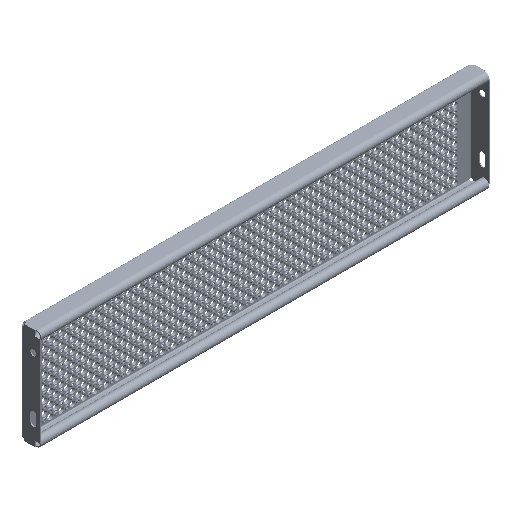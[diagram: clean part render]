
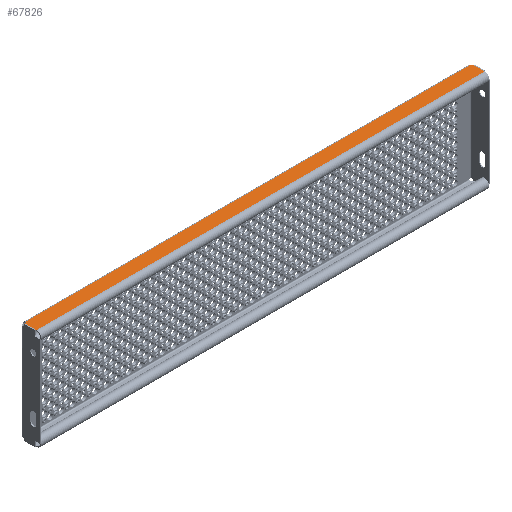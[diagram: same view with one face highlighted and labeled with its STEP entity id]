
A CAD part, isometric view. The second image highlights one B-rep face of the part: STEP entity #67826.
In plain terms, the highlighted planar face has unit normal (0, 0, 1).
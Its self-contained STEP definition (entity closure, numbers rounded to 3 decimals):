
#61106 = VERTEX_POINT ( 'NONE', #119347 ) ;
#61108 = VERTEX_POINT ( 'NONE', #119349 ) ;
#61116 = VERTEX_POINT ( 'NONE', #119353 ) ;
#61117 = VERTEX_POINT ( 'NONE', #119354 ) ;
#61127 = VERTEX_POINT ( 'NONE', #119360 ) ;
#61132 = VERTEX_POINT ( 'NONE', #119364 ) ;
#67826 = ADVANCED_FACE ( 'NONE', ( #134013 ), #126676, .T. ) ;
#100227 = EDGE_LOOP ( 'NONE', ( #108308, #108312, #108305, #108310, #108313, #108316 ) ) ;
#106634 = EDGE_CURVE ( 'NONE', #61108, #61106, #199321, .T. ) ;
#106647 = EDGE_CURVE ( 'NONE', #61116, #61117, #199327, .T. ) ;
#106651 = EDGE_CURVE ( 'NONE', #61127, #61132, #199335, .T. ) ;
#106655 = EDGE_CURVE ( 'NONE', #61132, #61117, #196513, .T. ) ;
#106656 = EDGE_CURVE ( 'NONE', #61106, #61127, #199339, .T. ) ;
#106657 = EDGE_CURVE ( 'NONE', #61116, #61108, #196509, .T. ) ;
#108305 = ORIENTED_EDGE ( 'NONE', *, *, #106655, .T. ) ;
#108308 = ORIENTED_EDGE ( 'NONE', *, *, #106656, .T. ) ;
#108310 = ORIENTED_EDGE ( 'NONE', *, *, #106647, .F. ) ;
#108312 = ORIENTED_EDGE ( 'NONE', *, *, #106651, .T. ) ;
#108313 = ORIENTED_EDGE ( 'NONE', *, *, #106657, .T. ) ;
#108316 = ORIENTED_EDGE ( 'NONE', *, *, #106634, .T. ) ;
#119347 = CARTESIAN_POINT ( 'NONE',  ( -497.99, -32.498, 112.5 ) ) ;
#119349 = CARTESIAN_POINT ( 'NONE',  ( -497.99, -7.185, 112.5 ) ) ;
#119353 = CARTESIAN_POINT ( 'NONE',  ( -494.302, -4., 112.5 ) ) ;
#119354 = CARTESIAN_POINT ( 'NONE',  ( 494.302, -4., 112.5 ) ) ;
#119360 = CARTESIAN_POINT ( 'NONE',  ( 497.99, -32.498, 112.5 ) ) ;
#119364 = CARTESIAN_POINT ( 'NONE',  ( 497.99, -7.185, 112.5 ) ) ;
#126676 = PLANE ( 'NONE',  #128174 ) ;
#126678 = CARTESIAN_POINT ( 'NONE',  ( -499., 220.712, 112.5 ) ) ;
#126680 = DIRECTION ( 'NONE',  ( 0., 0., 1. ) ) ;
#126682 = DIRECTION ( 'NONE',  ( 0., -1., 0. ) ) ;
#128174 = AXIS2_PLACEMENT_3D ( 'NONE', #126678, #126680, #126682 ) ;
#134013 = FACE_OUTER_BOUND ( 'NONE', #100227, .T. ) ;
#196481 = VECTOR ( 'NONE', #203032, 1000. ) ;
#196489 = VECTOR ( 'NONE', #203122, 1000. ) ;
#196501 = VECTOR ( 'NONE', #203130, 1000. ) ;
#196509 = CIRCLE ( 'NONE', #196521, 5. ) ;
#196513 = CIRCLE ( 'NONE', #196515, 5. ) ;
#196515 = AXIS2_PLACEMENT_3D ( 'NONE', #203139, #203140, #203141 ) ;
#196519 = VECTOR ( 'NONE', #203143, 1000. ) ;
#196521 = AXIS2_PLACEMENT_3D ( 'NONE', #203144, #203145, #203146 ) ;
#199321 = LINE ( 'NONE', #203031, #196481 ) ;
#199327 = LINE ( 'NONE', #203121, #196489 ) ;
#199335 = LINE ( 'NONE', #203129, #196501 ) ;
#199339 = LINE ( 'NONE', #203142, #196519 ) ;
#203031 = CARTESIAN_POINT ( 'NONE',  ( -497.99, -7.185, 112.5 ) ) ;
#203032 = DIRECTION ( 'NONE',  ( 0., -1., 0. ) ) ;
#203121 = CARTESIAN_POINT ( 'NONE',  ( -499., -4., 112.5 ) ) ;
#203122 = DIRECTION ( 'NONE',  ( 1., 0., 0. ) ) ;
#203129 = CARTESIAN_POINT ( 'NONE',  ( 497.99, -7.185, 112.5 ) ) ;
#203130 = DIRECTION ( 'NONE',  ( 0., 1., 0. ) ) ;
#203139 = CARTESIAN_POINT ( 'NONE',  ( 499., -2.288, 112.5 ) ) ;
#203140 = DIRECTION ( 'NONE',  ( 0., 0., -1. ) ) ;
#203141 = DIRECTION ( 'NONE',  ( 0., -1., 0. ) ) ;
#203142 = CARTESIAN_POINT ( 'NONE',  ( -497.99, -32.498, 112.5 ) ) ;
#203143 = DIRECTION ( 'NONE',  ( 1., 0., 0. ) ) ;
#203144 = CARTESIAN_POINT ( 'NONE',  ( -499., -2.288, 112.5 ) ) ;
#203145 = DIRECTION ( 'NONE',  ( 0., 0., -1. ) ) ;
#203146 = DIRECTION ( 'NONE',  ( 0., -1., 0. ) ) ;
